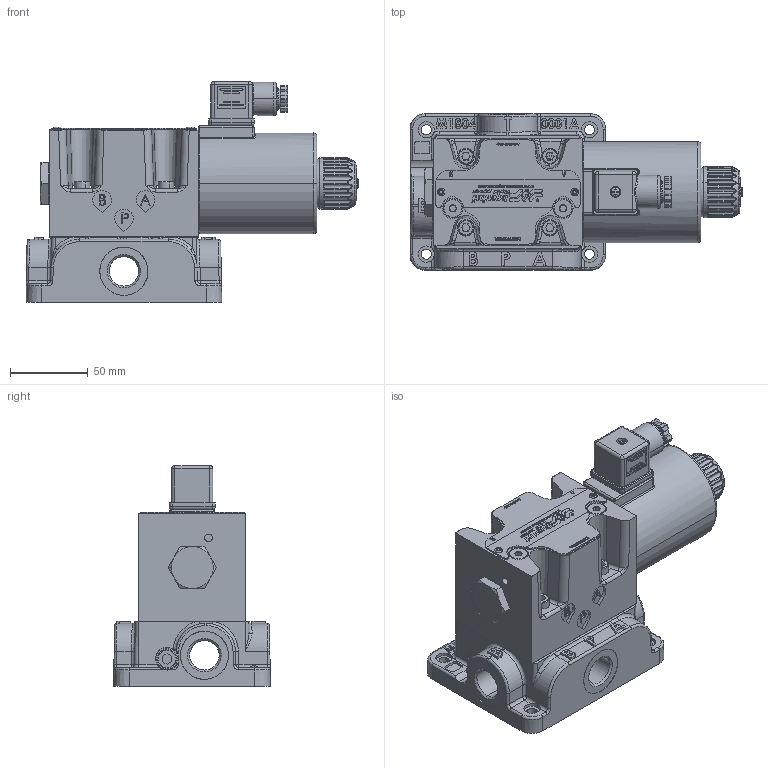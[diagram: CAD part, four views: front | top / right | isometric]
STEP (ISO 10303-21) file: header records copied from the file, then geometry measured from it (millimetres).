
FILE_DESCRIPTION (( 'STEP AP203' ), '1' );
FILE_NAME ('P15111675.step', '2013-10-01T15:29:52', ( ' ' ), ( '' ), 'SwSTEP 2.0', 'SolidWorks 2012', '' );
FILE_SCHEMA (( 'CONFIG_CONTROL_DESIGN' ));
Products named in the file (1): P15111675
Bounding box: 213.66 x 101 x 142 mm (x, y, z)
Surface area: 129273.2 mm2 (no closed solid volume)
Topology: 0 solids, 104 shells, 1377 faces, 4991 edges, 3672 vertices
Faces by surface type: plane 575, cylinder 412, bspline 211, torus 92, cone 63, sphere 24
Entity records: 67999 total; most frequent: CARTESIAN_POINT 28140, ORIENTED_EDGE 7833, DIRECTION 7443, EDGE_CURVE 4964, VERTEX_POINT 3672, LINE 2687, VECTOR 2687, AXIS2_PLACEMENT_3D 2378
